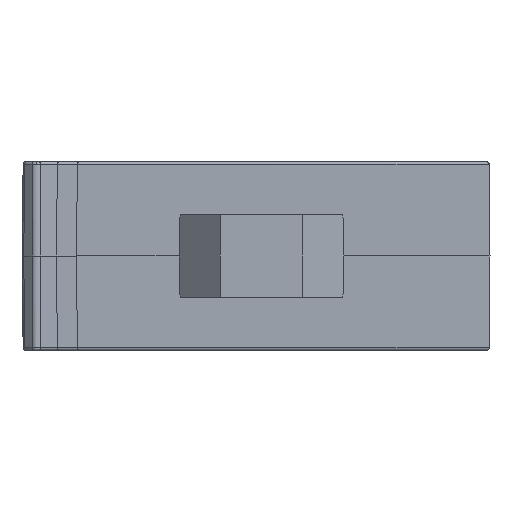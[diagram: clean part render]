
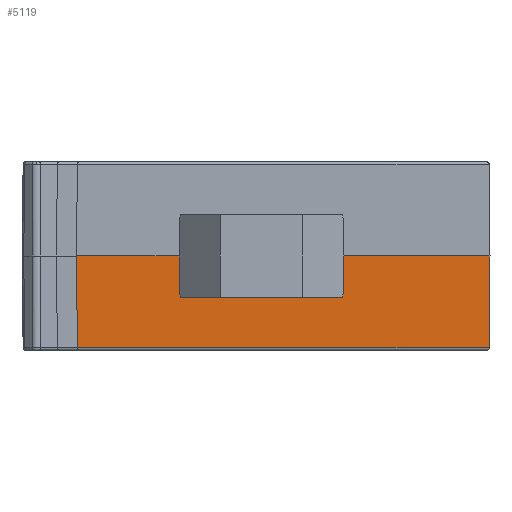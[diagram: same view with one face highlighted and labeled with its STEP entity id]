
A CAD part, front view. The second image highlights one B-rep face of the part: STEP entity #5119.
In plain terms, the highlighted planar face has unit normal (0, -1, 0).
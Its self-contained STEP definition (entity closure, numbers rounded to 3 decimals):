
#81 = DIRECTION ( 'NONE',  ( 1., 0., 0. ) ) ;
#108 = VERTEX_POINT ( 'NONE', #4293 ) ;
#183 = VERTEX_POINT ( 'NONE', #3365 ) ;
#188 = VECTOR ( 'NONE', #4023, 1000. ) ;
#414 = DIRECTION ( 'NONE',  ( -0.009, 0., -1. ) ) ;
#428 = CARTESIAN_POINT ( 'NONE',  ( 19.4, 0., 0. ) ) ;
#509 = PLANE ( 'NONE',  #1429 ) ;
#575 = CARTESIAN_POINT ( 'NONE',  ( -15.7, 0., 0. ) ) ;
#666 = ORIENTED_EDGE ( 'NONE', *, *, #1230, .F. ) ;
#676 = VERTEX_POINT ( 'NONE', #3399 ) ;
#720 = EDGE_LOOP ( 'NONE', ( #5158, #911, #4307, #666, #2160, #3944, #972, #5210 ) ) ;
#756 = CARTESIAN_POINT ( 'NONE',  ( 19.4, 0., 0. ) ) ;
#784 = EDGE_CURVE ( 'NONE', #676, #183, #3650, .T. ) ;
#911 = ORIENTED_EDGE ( 'NONE', *, *, #1217, .T. ) ;
#920 = EDGE_CURVE ( 'NONE', #2099, #3476, #4490, .T. ) ;
#972 = ORIENTED_EDGE ( 'NONE', *, *, #920, .T. ) ;
#1031 = LINE ( 'NONE', #4593, #2188 ) ;
#1042 = VECTOR ( 'NONE', #2646, 1000. ) ;
#1158 = CARTESIAN_POINT ( 'NONE',  ( 4., 0., 8. ) ) ;
#1186 = VECTOR ( 'NONE', #81, 1000. ) ;
#1201 = EDGE_CURVE ( 'NONE', #5401, #108, #1331, .T. ) ;
#1208 = EDGE_CURVE ( 'NONE', #5688, #3453, #3809, .T. ) ;
#1217 = EDGE_CURVE ( 'NONE', #3453, #108, #5097, .T. ) ;
#1230 = EDGE_CURVE ( 'NONE', #676, #5401, #2339, .T. ) ;
#1246 = EDGE_CURVE ( 'NONE', #183, #2099, #1031, .T. ) ;
#1265 = EDGE_CURVE ( 'NONE', #5688, #3476, #5874, .T. ) ;
#1331 = LINE ( 'NONE', #428, #3963 ) ;
#1429 = AXIS2_PLACEMENT_3D ( 'NONE', #3968, #4445, #1496 ) ;
#1496 = DIRECTION ( 'NONE',  ( 0., 0., 1. ) ) ;
#2099 = VERTEX_POINT ( 'NONE', #5078 ) ;
#2126 = DIRECTION ( 'NONE',  ( 1., 0., 0. ) ) ;
#2160 = ORIENTED_EDGE ( 'NONE', *, *, #784, .T. ) ;
#2188 = VECTOR ( 'NONE', #5519, 1000. ) ;
#2339 = LINE ( 'NONE', #575, #1186 ) ;
#2646 = DIRECTION ( 'NONE',  ( 0., 0., -1. ) ) ;
#3329 = VECTOR ( 'NONE', #2126, 1000. ) ;
#3365 = CARTESIAN_POINT ( 'NONE',  ( 4., 0., -3.5 ) ) ;
#3399 = CARTESIAN_POINT ( 'NONE',  ( 4., 0., 0. ) ) ;
#3453 = VERTEX_POINT ( 'NONE', #6038 ) ;
#3476 = VERTEX_POINT ( 'NONE', #4209 ) ;
#3619 = CARTESIAN_POINT ( 'NONE',  ( -15.7, 0., 0. ) ) ;
#3650 = LINE ( 'NONE', #1158, #1042 ) ;
#3809 = LINE ( 'NONE', #4972, #188 ) ;
#3831 = AXIS2_PLACEMENT_3D ( 'NONE', #3943, #3923, #3992 ) ;
#3923 = DIRECTION ( 'NONE',  ( 0., 1., 0. ) ) ;
#3943 = CARTESIAN_POINT ( 'NONE',  ( -0.5, 0., 0. ) ) ;
#3944 = ORIENTED_EDGE ( 'NONE', *, *, #1246, .T. ) ;
#3963 = VECTOR ( 'NONE', #414, 1000. ) ;
#3968 = CARTESIAN_POINT ( 'NONE',  ( -15.7, 0., 8. ) ) ;
#3992 = DIRECTION ( 'NONE',  ( 0., 0., 1. ) ) ;
#4023 = DIRECTION ( 'NONE',  ( 0.009, 0., -1. ) ) ;
#4209 = CARTESIAN_POINT ( 'NONE',  ( -4., 0., 0. ) ) ;
#4284 = CARTESIAN_POINT ( 'NONE',  ( -15.7, 0., 0. ) ) ;
#4293 = CARTESIAN_POINT ( 'NONE',  ( 19.332, 0., -7.8 ) ) ;
#4307 = ORIENTED_EDGE ( 'NONE', *, *, #1201, .F. ) ;
#4445 = DIRECTION ( 'NONE',  ( 0., 1., 0. ) ) ;
#4459 = CARTESIAN_POINT ( 'NONE',  ( -15.7, 0., -7.8 ) ) ;
#4490 = CIRCLE ( 'NONE', #3831, 3.5 ) ;
#4593 = CARTESIAN_POINT ( 'NONE',  ( -15.7, 0., -3.5 ) ) ;
#4951 = DIRECTION ( 'NONE',  ( 1., 0., 0. ) ) ;
#4972 = CARTESIAN_POINT ( 'NONE',  ( -15.77, 0., 7.999 ) ) ;
#5034 = FACE_OUTER_BOUND ( 'NONE', #720, .T. ) ;
#5078 = CARTESIAN_POINT ( 'NONE',  ( -0.5, 0., -3.5 ) ) ;
#5097 = LINE ( 'NONE', #4459, #6134 ) ;
#5119 = ADVANCED_FACE ( 'NONE', ( #5034 ), #509, .F. ) ;
#5158 = ORIENTED_EDGE ( 'NONE', *, *, #1208, .T. ) ;
#5210 = ORIENTED_EDGE ( 'NONE', *, *, #1265, .F. ) ;
#5401 = VERTEX_POINT ( 'NONE', #756 ) ;
#5519 = DIRECTION ( 'NONE',  ( -1., 0., 0. ) ) ;
#5688 = VERTEX_POINT ( 'NONE', #4284 ) ;
#5874 = LINE ( 'NONE', #3619, #3329 ) ;
#6038 = CARTESIAN_POINT ( 'NONE',  ( -15.632, 0., -7.8 ) ) ;
#6134 = VECTOR ( 'NONE', #4951, 1000. ) ;
